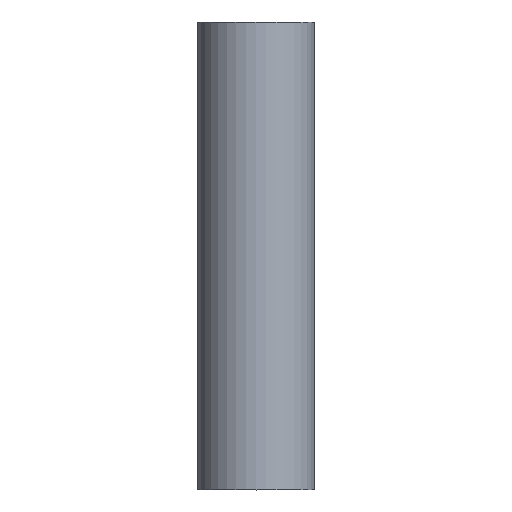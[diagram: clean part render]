
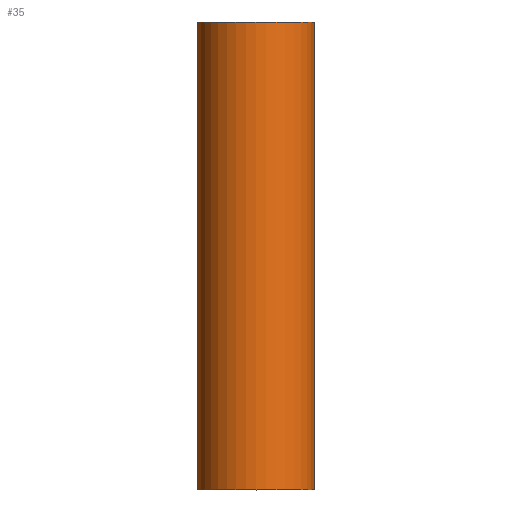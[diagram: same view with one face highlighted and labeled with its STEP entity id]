
A CAD part, top view. The second image highlights one B-rep face of the part: STEP entity #35.
In plain terms, the highlighted cylindrical face has radius 12.5 mm (diameter 25 mm), a partial arc.
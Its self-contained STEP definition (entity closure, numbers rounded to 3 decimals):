
#35=ADVANCED_FACE('NONE',(#67),#68,.T.);
#67=FACE_OUTER_BOUND('',#95,.T.);
#68=CYLINDRICAL_SURFACE('',#96,12.5);
#95=EDGE_LOOP('',(#127,#128,#129,#130));
#96=AXIS2_PLACEMENT_3D('',#131,#132,#133);
#127=ORIENTED_EDGE('',*,*,#161,.F.);
#128=ORIENTED_EDGE('',*,*,#170,.T.);
#129=ORIENTED_EDGE('',*,*,#163,.T.);
#130=ORIENTED_EDGE('',*,*,#171,.T.);
#131=CARTESIAN_POINT('',(12.5,50.0,12.409));
#132=DIRECTION('',(0.0,-1.0,0.0));
#133=DIRECTION('',(1.0,0.0,0.0));
#161=EDGE_CURVE('NONE',#180,#182,#183,.T.);
#163=EDGE_CURVE('NONE',#179,#184,#186,.T.);
#170=EDGE_CURVE('NONE',#180,#179,#197,.T.);
#171=EDGE_CURVE('NONE',#184,#182,#198,.T.);
#179=VERTEX_POINT('NONE',#206);
#180=VERTEX_POINT('NONE',#207);
#182=VERTEX_POINT('NONE',#209);
#183=LINE('',#210,#211);
#184=VERTEX_POINT('NONE',#212);
#186=LINE('',#214,#215);
#197=CIRCLE('',#228,12.5);
#198=CIRCLE('',#229,12.5);
#206=CARTESIAN_POINT('',(25.0,0.0,12.409));
#207=CARTESIAN_POINT('',(0.0,0.0,12.409));
#209=CARTESIAN_POINT('',(0.0,100.0,12.409));
#210=CARTESIAN_POINT('',(0.0,50.0,12.409));
#211=VECTOR('',#239,1000.0);
#212=CARTESIAN_POINT('',(25.0,100.0,12.409));
#214=CARTESIAN_POINT('',(25.0,50.0,12.409));
#215=VECTOR('',#243,1000.0);
#228=AXIS2_PLACEMENT_3D('',#252,#253,#254);
#229=AXIS2_PLACEMENT_3D('',#255,#256,#257);
#239=DIRECTION('',(0.0,1.0,0.0));
#243=DIRECTION('',(0.0,1.0,0.0));
#252=CARTESIAN_POINT('',(12.5,0.0,12.409));
#253=DIRECTION('',(-0.0,1.0,0.0));
#254=DIRECTION('',(1.0,0.0,0.0));
#255=CARTESIAN_POINT('',(12.5,100.0,12.409));
#256=DIRECTION('',(0.0,-1.0,0.0));
#257=DIRECTION('',(1.0,0.0,0.0));
